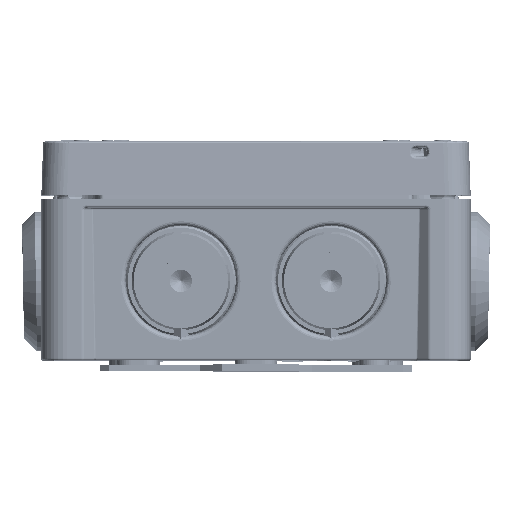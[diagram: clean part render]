
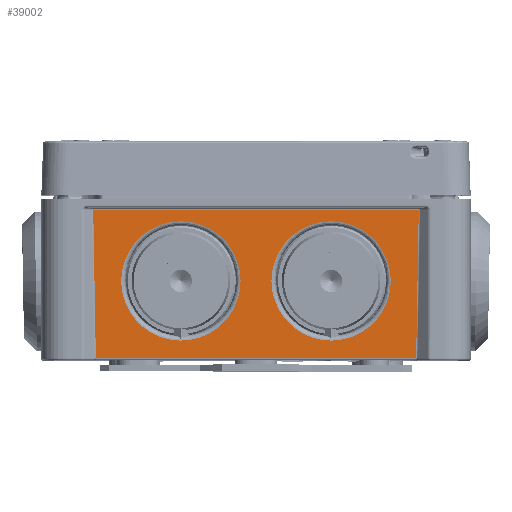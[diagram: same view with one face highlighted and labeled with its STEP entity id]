
A CAD part, top view. The second image highlights one B-rep face of the part: STEP entity #39002.
In plain terms, the highlighted planar face has unit normal (0, -0.018, 1).
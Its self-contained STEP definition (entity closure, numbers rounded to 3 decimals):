
#7092=DIRECTION('',(-1.,0.,0.));
#7093=VECTOR('',#7092,74.603);
#7094=CARTESIAN_POINT('',(37.301,0.491,47.209));
#7095=LINE('',#7094,#7093);
#7122=DIRECTION('',(0.017,1.,0.017));
#7123=VECTOR('',#7122,34.566);
#7124=CARTESIAN_POINT('',(37.301,0.491,47.209));
#7125=LINE('',#7124,#7123);
#7129=DIRECTION('',(-0.017,1.,0.017));
#7130=VECTOR('',#7129,34.566);
#7131=CARTESIAN_POINT('',(-37.301,0.491,
47.209));
#7132=LINE('',#7131,#7130);
#8310=CARTESIAN_POINT('',(17.5,18.489,47.523));
#8311=DIRECTION('',(0.,-0.017,1.));
#8312=DIRECTION('',(-1.,0.,0.));
#8313=AXIS2_PLACEMENT_3D('',#8310,#8311,#8312);
#8318=CARTESIAN_POINT('',(17.5,18.489,47.523));
#8319=DIRECTION('',(0.,-0.017,1.));
#8320=DIRECTION('',(0.,-1.,-0.017));
#8321=AXIS2_PLACEMENT_3D('',#8318,#8319,#8320);
#8326=CARTESIAN_POINT('',(17.5,18.489,47.523));
#8327=DIRECTION('',(0.,-0.017,1.));
#8328=DIRECTION('',(1.,0.,0.));
#8329=AXIS2_PLACEMENT_3D('',#8326,#8327,#8328);
#8342=CARTESIAN_POINT('',(-17.5,18.489,47.523));
#8343=DIRECTION('',(0.,0.017,-1.));
#8344=DIRECTION('',(1.,0.,0.));
#8345=AXIS2_PLACEMENT_3D('',#8342,#8343,#8344);
#8350=CARTESIAN_POINT('',(-17.5,18.489,47.523));
#8351=DIRECTION('',(0.,0.017,-1.));
#8352=DIRECTION('',(-1.,0.,0.));
#8353=AXIS2_PLACEMENT_3D('',#8350,#8351,#8352);
#8358=CARTESIAN_POINT('',(-17.5,18.489,47.523));
#8359=DIRECTION('',(0.,0.017,-1.));
#8360=DIRECTION('',(0.,-1.,-0.017));
#8361=AXIS2_PLACEMENT_3D('',#8358,#8359,#8360);
#8381=DIRECTION('',(1.,0.,0.));
#8382=VECTOR('',#8381,75.809);
#8383=CARTESIAN_POINT('',(-37.905,35.047,47.812));
#8384=LINE('',#8383,#8382);
#8581=CARTESIAN_POINT('',(37.301,0.491,47.209));
#13972=CARTESIAN_POINT('',(-37.301,0.491,
47.209));
#16523=CARTESIAN_POINT('',(-31.405,18.489,
47.523));
#16546=CARTESIAN_POINT('',(-3.595,18.489,
47.523));
#33170=CARTESIAN_POINT('',(-37.905,35.047,
47.812));
#33172=VERTEX_POINT('',#33170);
#33178=VERTEX_POINT('',#13972);
#33204=CARTESIAN_POINT('',(37.905,35.047,47.812));
#33206=VERTEX_POINT('',#33204);
#33212=VERTEX_POINT('',#8581);
#33235=CARTESIAN_POINT('',(31.405,18.489,47.523));
#33236=CARTESIAN_POINT('',(3.595,18.489,47.523));
#33237=VERTEX_POINT('',#33235);
#33238=VERTEX_POINT('',#33236);
#33247=VERTEX_POINT('',#16523);
#33248=VERTEX_POINT('',#16546);
#34067=CARTESIAN_POINT('',(-17.5,4.586,47.28));
#34069=VERTEX_POINT('',#34067);
#34071=CARTESIAN_POINT('',(17.5,4.586,47.28));
#34073=VERTEX_POINT('',#34071);
#38972=CARTESIAN_POINT('',(0.,0.,47.2));
#38973=DIRECTION('',(0.,-0.017,1.));
#38974=DIRECTION('',(0.,1.,0.017));
#38975=AXIS2_PLACEMENT_3D('',#38972,#38973,#38974);
#38976=PLANE('',#38975);
#38978=ORIENTED_EDGE('',*,*,#38977,.T.);
#38980=ORIENTED_EDGE('',*,*,#38979,.F.);
#38981=ORIENTED_EDGE('',*,*,#38963,.T.);
#38983=ORIENTED_EDGE('',*,*,#38982,.T.);
#38984=EDGE_LOOP('',(#38978,#38980,#38981,#38983));
#38985=FACE_OUTER_BOUND('',#38984,.F.);
#38987=ORIENTED_EDGE('',*,*,#38986,.T.);
#38989=ORIENTED_EDGE('',*,*,#38988,.T.);
#38991=ORIENTED_EDGE('',*,*,#38990,.T.);
#38992=EDGE_LOOP('',(#38987,#38989,#38991));
#38993=FACE_BOUND('',#38992,.F.);
#38995=ORIENTED_EDGE('',*,*,#38994,.F.);
#38997=ORIENTED_EDGE('',*,*,#38996,.F.);
#38999=ORIENTED_EDGE('',*,*,#38998,.F.);
#39000=EDGE_LOOP('',(#38995,#38997,#38999));
#39001=FACE_BOUND('',#39000,.F.);
#8314=CIRCLE('',#8313,13.905);
#8322=CIRCLE('',#8321,13.905);
#8330=CIRCLE('',#8329,13.905);
#8346=CIRCLE('',#8345,13.905);
#8354=CIRCLE('',#8353,13.905);
#8362=CIRCLE('',#8361,13.905);
#38963=EDGE_CURVE('',#33212,#33178,#7095,.T.);
#38977=EDGE_CURVE('',#33172,#33206,#8384,.T.);
#38979=EDGE_CURVE('',#33212,#33206,#7125,.T.);
#38982=EDGE_CURVE('',#33178,#33172,#7132,.T.);
#38986=EDGE_CURVE('',#33238,#34073,#8314,.T.);
#38988=EDGE_CURVE('',#34073,#33237,#8322,.T.);
#38990=EDGE_CURVE('',#33237,#33238,#8330,.T.);
#38994=EDGE_CURVE('',#33248,#34069,#8346,.T.);
#38996=EDGE_CURVE('',#33247,#33248,#8354,.T.);
#38998=EDGE_CURVE('',#34069,#33247,#8362,.T.);
#39002=ADVANCED_FACE('',(#38985,#38993,#39001),#38976,.T.);
